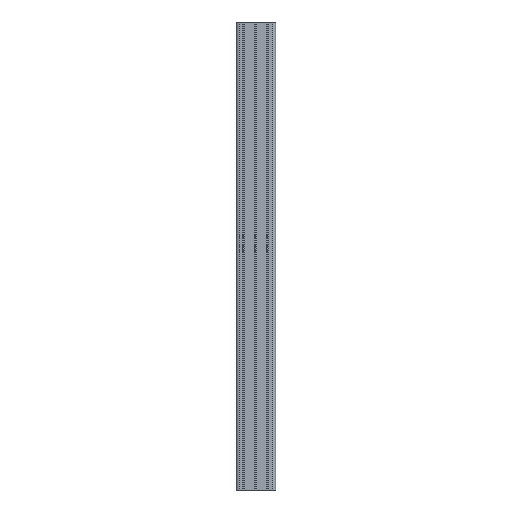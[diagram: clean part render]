
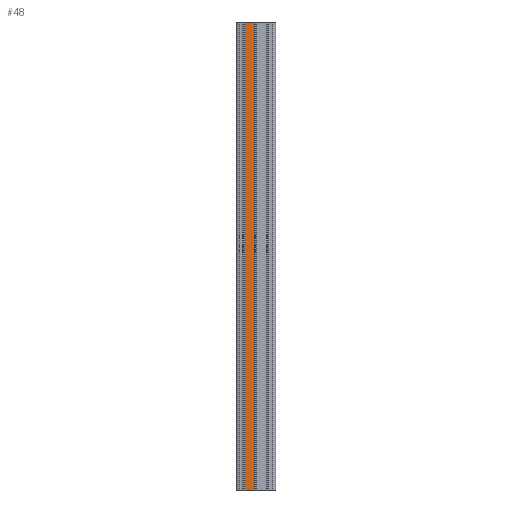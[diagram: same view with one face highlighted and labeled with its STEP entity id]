
A CAD part, front view. The second image highlights one B-rep face of the part: STEP entity #48.
In plain terms, the highlighted planar face has unit normal (0, -1, 0).
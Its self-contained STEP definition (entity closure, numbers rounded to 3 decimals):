
#48 = ADVANCED_FACE ( 'NONE', ( #2348 ), #887, .F. ) ;
#77 = CARTESIAN_POINT ( 'NONE',  ( 148.575, 184.092, 1000. ) ) ;
#187 = LINE ( 'NONE', #2054, #278 ) ;
#236 = VERTEX_POINT ( 'NONE', #3544 ) ;
#278 = VECTOR ( 'NONE', #2037, 1000. ) ;
#317 = VECTOR ( 'NONE', #2744, 1000. ) ;
#398 = DIRECTION ( 'NONE',  ( 0., 0., -1. ) ) ;
#484 = CARTESIAN_POINT ( 'NONE',  ( 124.275, 184.092, 1000. ) ) ;
#487 = EDGE_CURVE ( 'NONE', #1974, #236, #3552, .T. ) ;
#532 = ORIENTED_EDGE ( 'NONE', *, *, #3251, .F. ) ;
#557 = DIRECTION ( 'NONE',  ( 1., 0., 0. ) ) ;
#608 = DIRECTION ( 'NONE',  ( 0., 1., 0. ) ) ;
#887 = PLANE ( 'NONE',  #1664 ) ;
#941 = CARTESIAN_POINT ( 'NONE',  ( 124.275, 184.092, 1000. ) ) ;
#1020 = CARTESIAN_POINT ( 'NONE',  ( 148.575, 184.092, 0. ) ) ;
#1037 = EDGE_CURVE ( 'NONE', #236, #3374, #3112, .T. ) ;
#1149 = ORIENTED_EDGE ( 'NONE', *, *, #2693, .F. ) ;
#1644 = VECTOR ( 'NONE', #557, 1000. ) ;
#1648 = CARTESIAN_POINT ( 'NONE',  ( 148.575, 184.092, 1000. ) ) ;
#1664 = AXIS2_PLACEMENT_3D ( 'NONE', #77, #608, #2261 ) ;
#1914 = EDGE_LOOP ( 'NONE', ( #2810, #532, #1149, #2558 ) ) ;
#1974 = VERTEX_POINT ( 'NONE', #484 ) ;
#2037 = DIRECTION ( 'NONE',  ( 1., 0., 0. ) ) ;
#2054 = CARTESIAN_POINT ( 'NONE',  ( 148.575, 184.092, 1000. ) ) ;
#2084 = VECTOR ( 'NONE', #398, 1000. ) ;
#2261 = DIRECTION ( 'NONE',  ( 0., 0., 1. ) ) ;
#2348 = FACE_OUTER_BOUND ( 'NONE', #1914, .T. ) ;
#2495 = LINE ( 'NONE', #1648, #317 ) ;
#2558 = ORIENTED_EDGE ( 'NONE', *, *, #487, .T. ) ;
#2614 = CARTESIAN_POINT ( 'NONE',  ( 148.575, 184.092, 1000. ) ) ;
#2693 = EDGE_CURVE ( 'NONE', #1974, #3117, #187, .T. ) ;
#2744 = DIRECTION ( 'NONE',  ( 0., 0., -1. ) ) ;
#2791 = CARTESIAN_POINT ( 'NONE',  ( 148.575, 184.092, 0. ) ) ;
#2810 = ORIENTED_EDGE ( 'NONE', *, *, #1037, .T. ) ;
#3112 = LINE ( 'NONE', #2791, #1644 ) ;
#3117 = VERTEX_POINT ( 'NONE', #2614 ) ;
#3251 = EDGE_CURVE ( 'NONE', #3117, #3374, #2495, .T. ) ;
#3374 = VERTEX_POINT ( 'NONE', #1020 ) ;
#3544 = CARTESIAN_POINT ( 'NONE',  ( 124.275, 184.092, 0. ) ) ;
#3552 = LINE ( 'NONE', #941, #2084 ) ;
